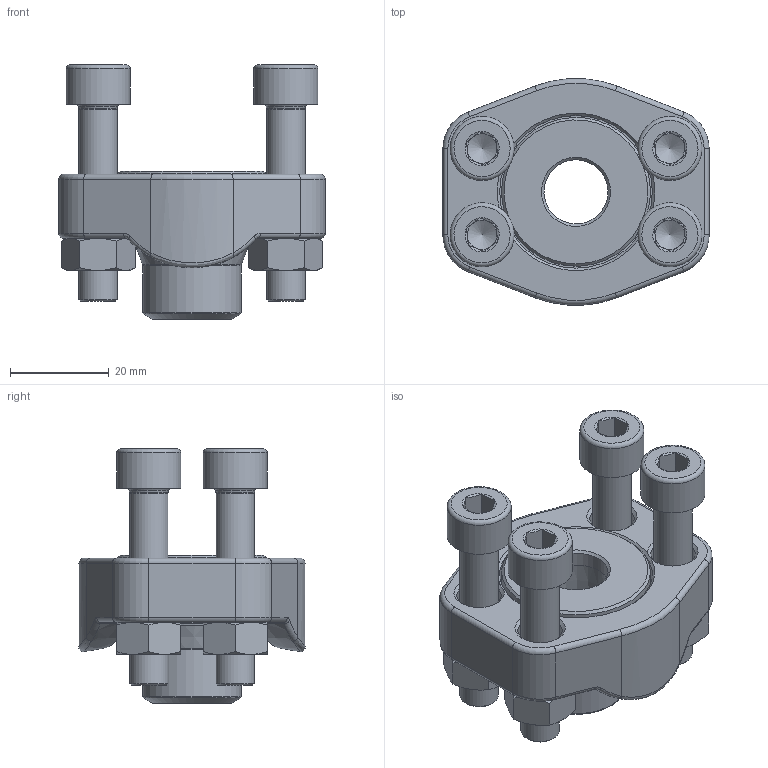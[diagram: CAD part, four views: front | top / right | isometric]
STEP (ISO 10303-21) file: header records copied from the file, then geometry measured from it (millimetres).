
FILE_DESCRIPTION(/* description */ (''),/* implementation_level */ '2;1');
FILE_NAME(/* name */ 'AFG13-310.stp',/* time_stamp */ '2025-01-14T14:57:32+01:00',/* author */ (''),/* organization */ (''),/* preprocessor_version */ 'ST-DEVELOPER v16',/* originating_system */ 'SIEMENS PLM Software NX 10.0',/* authorisation */ '');
FILE_SCHEMA (('AUTOMOTIVE_DESIGN { 1 0 10303 214 3 1 1 1 }'));
Length unit declared in the file: millimetre
Products named in the file (5): X-AFK13-3; X-AFV13-3; X-FM08; X-M8x40I; AFG13-3
Assembly tree (10 placements, depth 2):
  AFG13-3
    X-M8x40I  x4
    X-FM08  x4
    X-AFV13-3
    X-AFK13-3
Bounding box: 54 x 45.98 x 51.6 mm (x, y, z)
Volume: 39990.6 mm3; surface area: 20928.2 mm2
Topology: 10 solids, 10 shells, 306 faces, 651 edges, 367 vertices
Faces by surface type: cone 111, plane 104, cylinder 41, torus 36, bspline 12, sphere 2
Full cylindrical faces by diameter (mm): 6.619 x4, 7.76 x4, 9 x4, 13 x5, 14 x1, 20 x1, 23.8 x1, 24.25 x1, 30.2 x1, 30.95 x1
Entity records: 4584 total; most frequent: CARTESIAN_POINT 1186, DIRECTION 680, ORIENTED_EDGE 558, AXIS2_PLACEMENT_3D 310, EDGE_CURVE 279, EDGE_LOOP 206, VERTEX_POINT 180, CIRCLE 161
